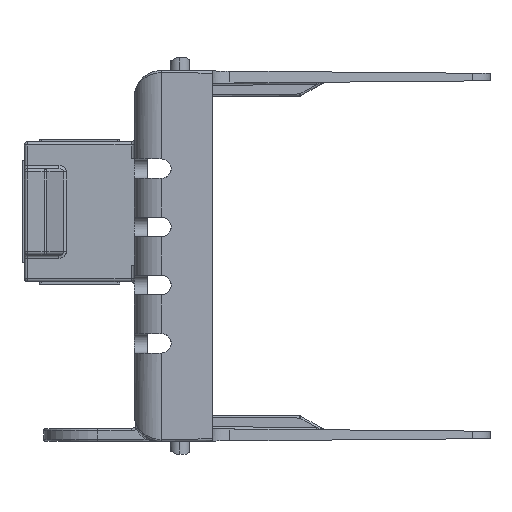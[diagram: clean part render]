
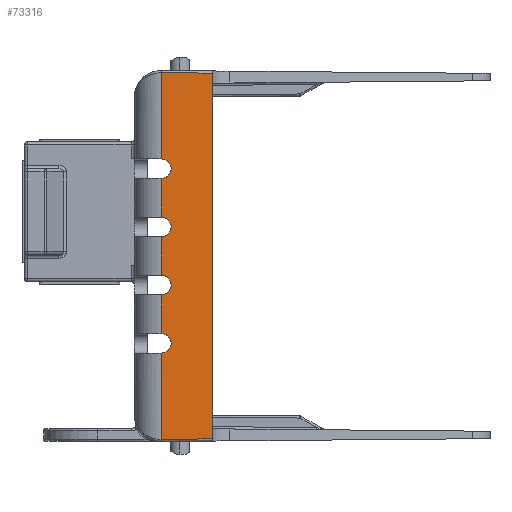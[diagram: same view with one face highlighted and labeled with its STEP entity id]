
A CAD part, left-side view. The second image highlights one B-rep face of the part: STEP entity #73316.
In plain terms, the highlighted planar face has unit normal (-1, -0.009, 0).
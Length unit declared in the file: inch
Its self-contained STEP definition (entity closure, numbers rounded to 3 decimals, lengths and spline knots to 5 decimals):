
#45 = DIRECTION ( 'NONE',  ( 0.009, -1., 0. ) ) ;
#667 = DIRECTION ( 'NONE',  ( -1., -0.009, 0. ) ) ;
#859 = ORIENTED_EDGE ( 'NONE', *, *, #101247, .T. ) ;
#901 = CARTESIAN_POINT ( 'NONE',  ( -2.47543, 0.04891, 0.18 ) ) ;
#1359 = LINE ( 'NONE', #29168, #28685 ) ;
#2367 = CARTESIAN_POINT ( 'NONE',  ( -2.47543, 0.04891, 0.405 ) ) ;
#2422 = VECTOR ( 'NONE', #61510, 39.37008 ) ;
#4547 = ORIENTED_EDGE ( 'NONE', *, *, #71203, .F. ) ;
#5287 = EDGE_CURVE ( 'NONE', #115984, #16182, #114131, .T. ) ;
#8124 = ORIENTED_EDGE ( 'NONE', *, *, #57484, .T. ) ;
#8797 = CARTESIAN_POINT ( 'NONE',  ( -2.47543, 0.04891, 0.36 ) ) ;
#8836 = ORIENTED_EDGE ( 'NONE', *, *, #88429, .F. ) ;
#10799 = DIRECTION ( 'NONE',  ( 0., 0., 1. ) ) ;
#11381 = CARTESIAN_POINT ( 'NONE',  ( -2.47543, 0.04891, -0.09 ) ) ;
#12149 = VERTEX_POINT ( 'NONE', #111159 ) ;
#13096 = DIRECTION ( 'NONE',  ( -0.009, 1., 0.009 ) ) ;
#13831 = ORIENTED_EDGE ( 'NONE', *, *, #24031, .F. ) ;
#14679 = VERTEX_POINT ( 'NONE', #38928 ) ;
#15328 = DIRECTION ( 'NONE',  ( 0., 0., -1. ) ) ;
#16182 = VERTEX_POINT ( 'NONE', #36230 ) ;
#16973 = EDGE_CURVE ( 'NONE', #59763, #72519, #26012, .T. ) ;
#17037 = EDGE_CURVE ( 'NONE', #115984, #108155, #67362, .T. ) ;
#18076 = LINE ( 'NONE', #80150, #85580 ) ;
#19659 = ORIENTED_EDGE ( 'NONE', *, *, #39794, .T. ) ;
#23994 = AXIS2_PLACEMENT_3D ( 'NONE', #79802, #111925, #58141 ) ;
#24031 = EDGE_CURVE ( 'NONE', #97730, #25128, #64037, .T. ) ;
#24451 = ORIENTED_EDGE ( 'NONE', *, *, #41107, .T. ) ;
#24875 = DIRECTION ( 'NONE',  ( 0.009, -1., 0.009 ) ) ;
#25128 = VERTEX_POINT ( 'NONE', #901 ) ;
#26012 = LINE ( 'NONE', #103039, #35283 ) ;
#26235 = AXIS2_PLACEMENT_3D ( 'NONE', #27194, #34885, #73247 ) ;
#27194 = CARTESIAN_POINT ( 'NONE',  ( -2.47543, 0.04891, 0.135 ) ) ;
#27820 = CARTESIAN_POINT ( 'NONE',  ( -2.47543, 0.04891, -0.405 ) ) ;
#28685 = VECTOR ( 'NONE', #10799, 39.37008 ) ;
#29168 = CARTESIAN_POINT ( 'NONE',  ( -2.47338, -0.18609, -0.86 ) ) ;
#30719 = VECTOR ( 'NONE', #15328, 39.37008 ) ;
#33273 = DIRECTION ( 'NONE',  ( 0., 0., -1. ) ) ;
#34885 = DIRECTION ( 'NONE',  ( -1., -0.009, 0. ) ) ;
#35283 = VECTOR ( 'NONE', #24875, 39.37008 ) ;
#36230 = CARTESIAN_POINT ( 'NONE',  ( -2.47543, 0.04891, -0.36 ) ) ;
#38928 = CARTESIAN_POINT ( 'NONE',  ( -2.47543, 0.04891, 0.85043 ) ) ;
#39794 = EDGE_CURVE ( 'NONE', #61491, #14679, #93473, .T. ) ;
#40187 = CARTESIAN_POINT ( 'NONE',  ( -2.47543, 0.04891, -0.45 ) ) ;
#40194 = DIRECTION ( 'NONE',  ( 0., 0., -1. ) ) ;
#40361 = CARTESIAN_POINT ( 'NONE',  ( -2.47543, 0.04891, -0.85043 ) ) ;
#41107 = EDGE_CURVE ( 'NONE', #97730, #108155, #93929, .T. ) ;
#42150 = CARTESIAN_POINT ( 'NONE',  ( -2.47543, 0.04891, -0.86 ) ) ;
#45174 = ORIENTED_EDGE ( 'NONE', *, *, #52787, .T. ) ;
#45595 = FACE_OUTER_BOUND ( 'NONE', #92351, .T. ) ;
#47936 = VECTOR ( 'NONE', #40194, 39.37008 ) ;
#48483 = DIRECTION ( 'NONE',  ( 0.009, -1., 0. ) ) ;
#52640 = VERTEX_POINT ( 'NONE', #40187 ) ;
#52787 = EDGE_CURVE ( 'NONE', #104998, #25128, #105174, .T. ) ;
#56126 = ORIENTED_EDGE ( 'NONE', *, *, #17037, .F. ) ;
#57484 = EDGE_CURVE ( 'NONE', #14679, #12149, #116012, .T. ) ;
#58141 = DIRECTION ( 'NONE',  ( 0.009, -1., 0. ) ) ;
#58860 = CARTESIAN_POINT ( 'NONE',  ( -2.47338, -0.18609, -0.84838 ) ) ;
#59763 = VERTEX_POINT ( 'NONE', #40361 ) ;
#60450 = CIRCLE ( 'NONE', #90578, 0.045 ) ;
#61491 = VERTEX_POINT ( 'NONE', #104508 ) ;
#61510 = DIRECTION ( 'NONE',  ( 0., 0., -1. ) ) ;
#64037 = CIRCLE ( 'NONE', #26235, 0.045 ) ;
#64108 = VECTOR ( 'NONE', #33273, 39.37008 ) ;
#64431 = CARTESIAN_POINT ( 'NONE',  ( -2.47543, 0.04891, -0.18 ) ) ;
#67362 = CIRCLE ( 'NONE', #23994, 0.045 ) ;
#68107 = CARTESIAN_POINT ( 'NONE',  ( -2.47487, -0.01492, 0.84987 ) ) ;
#68626 = CARTESIAN_POINT ( 'NONE',  ( -2.47543, 0.04891, -0.86 ) ) ;
#69767 = ORIENTED_EDGE ( 'NONE', *, *, #5287, .T. ) ;
#71203 = EDGE_CURVE ( 'NONE', #104998, #12149, #94811, .T. ) ;
#71288 = DIRECTION ( 'NONE',  ( 0., 0., -1. ) ) ;
#72177 = DIRECTION ( 'NONE',  ( -1., -0.009, 0. ) ) ;
#72519 = VERTEX_POINT ( 'NONE', #58860 ) ;
#73247 = DIRECTION ( 'NONE',  ( 0.009, -1., 0. ) ) ;
#73316 = ADVANCED_FACE ( 'NONE', ( #45595 ), #99927, .T. ) ;
#74087 = AXIS2_PLACEMENT_3D ( 'NONE', #2367, #102838, #48483 ) ;
#79802 = CARTESIAN_POINT ( 'NONE',  ( -2.47543, 0.04891, -0.135 ) ) ;
#80150 = CARTESIAN_POINT ( 'NONE',  ( -2.47543, 0.04891, -0.86 ) ) ;
#80477 = CARTESIAN_POINT ( 'NONE',  ( -2.475, 0., -0.86 ) ) ;
#85459 = VECTOR ( 'NONE', #13096, 39.37008 ) ;
#85580 = VECTOR ( 'NONE', #71288, 39.37008 ) ;
#88429 = EDGE_CURVE ( 'NONE', #52640, #16182, #60450, .T. ) ;
#89931 = ORIENTED_EDGE ( 'NONE', *, *, #94922, .T. ) ;
#90578 = AXIS2_PLACEMENT_3D ( 'NONE', #27820, #72177, #45 ) ;
#92351 = EDGE_LOOP ( 'NONE', ( #89931, #19659, #8124, #4547, #45174, #13831, #24451, #56126, #69767, #8836, #859, #113197 ) ) ;
#93473 = LINE ( 'NONE', #68107, #85459 ) ;
#93929 = LINE ( 'NONE', #102262, #47936 ) ;
#94811 = CIRCLE ( 'NONE', #74087, 0.045 ) ;
#94922 = EDGE_CURVE ( 'NONE', #72519, #61491, #1359, .T. ) ;
#96282 = CARTESIAN_POINT ( 'NONE',  ( -2.47543, 0.04891, -0.86 ) ) ;
#97730 = VERTEX_POINT ( 'NONE', #101153 ) ;
#99927 = PLANE ( 'NONE',  #107428 ) ;
#101153 = CARTESIAN_POINT ( 'NONE',  ( -2.47543, 0.04891, 0.09 ) ) ;
#101247 = EDGE_CURVE ( 'NONE', #52640, #59763, #18076, .T. ) ;
#102262 = CARTESIAN_POINT ( 'NONE',  ( -2.47543, 0.04891, -0.86 ) ) ;
#102838 = DIRECTION ( 'NONE',  ( -1., -0.009, 0. ) ) ;
#103039 = CARTESIAN_POINT ( 'NONE',  ( -2.475, 0.00009, -0.85 ) ) ;
#104508 = CARTESIAN_POINT ( 'NONE',  ( -2.47338, -0.18609, 0.84838 ) ) ;
#104998 = VERTEX_POINT ( 'NONE', #8797 ) ;
#105174 = LINE ( 'NONE', #96282, #30719 ) ;
#107428 = AXIS2_PLACEMENT_3D ( 'NONE', #80477, #667, #108802 ) ;
#108155 = VERTEX_POINT ( 'NONE', #11381 ) ;
#108802 = DIRECTION ( 'NONE',  ( 0.009, -1., 0. ) ) ;
#111159 = CARTESIAN_POINT ( 'NONE',  ( -2.47543, 0.04891, 0.45 ) ) ;
#111925 = DIRECTION ( 'NONE',  ( -1., -0.009, 0. ) ) ;
#113197 = ORIENTED_EDGE ( 'NONE', *, *, #16973, .T. ) ;
#114131 = LINE ( 'NONE', #68626, #2422 ) ;
#115984 = VERTEX_POINT ( 'NONE', #64431 ) ;
#116012 = LINE ( 'NONE', #42150, #64108 ) ;
